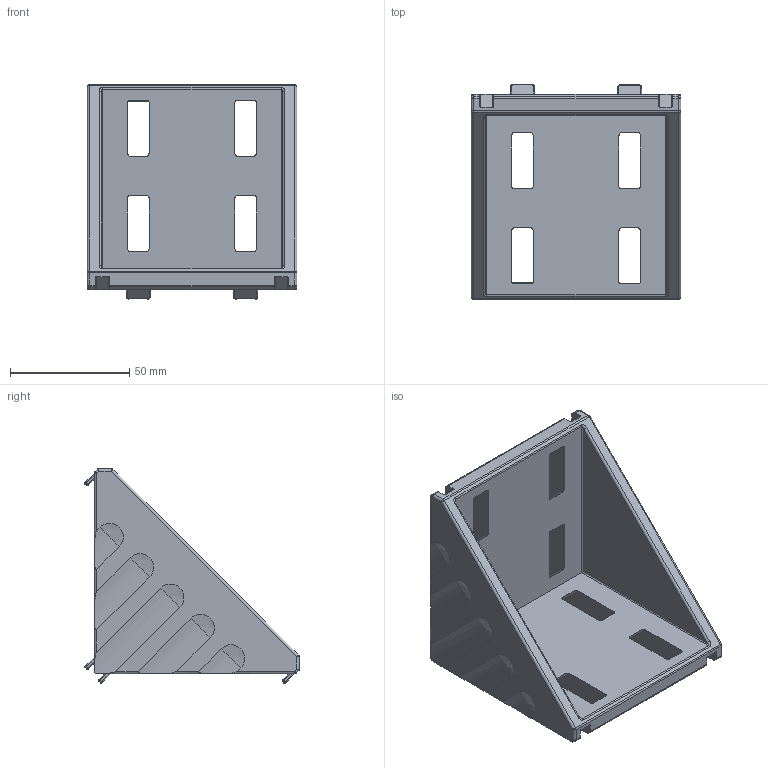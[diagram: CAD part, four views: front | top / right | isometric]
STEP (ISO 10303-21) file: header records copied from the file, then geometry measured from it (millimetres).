
FILE_DESCRIPTION((''),'2;1');
FILE_NAME('AR3626.stp','2022-01-18T10:47:00',('arma01'),(''),'Autodesk Inventor 2013','Autodesk Inventor 2013','');
FILE_SCHEMA(('AUTOMOTIVE_DESIGN { 1 0 10303 214 1 1 1 1 }'));
Length unit declared in the file: millimetre
Products named in the file (1): AR3626
Bounding box: 88 x 90.03 x 90.03 mm (x, y, z)
Volume: 112639.3 mm3; surface area: 50733.1 mm2
Topology: 1 solids, 1 shells, 362 faces, 929 edges, 568 vertices
Faces by surface type: cylinder 172, plane 146, sphere 24, bspline 11, torus 9
Entity records: 11857 total; most frequent: CARTESIAN_POINT 2856, DIRECTION 1949, ORIENTED_EDGE 1858, EDGE_CURVE 929, AXIS2_PLACEMENT_3D 682, VECTOR 585, LINE 585, VERTEX_POINT 568
